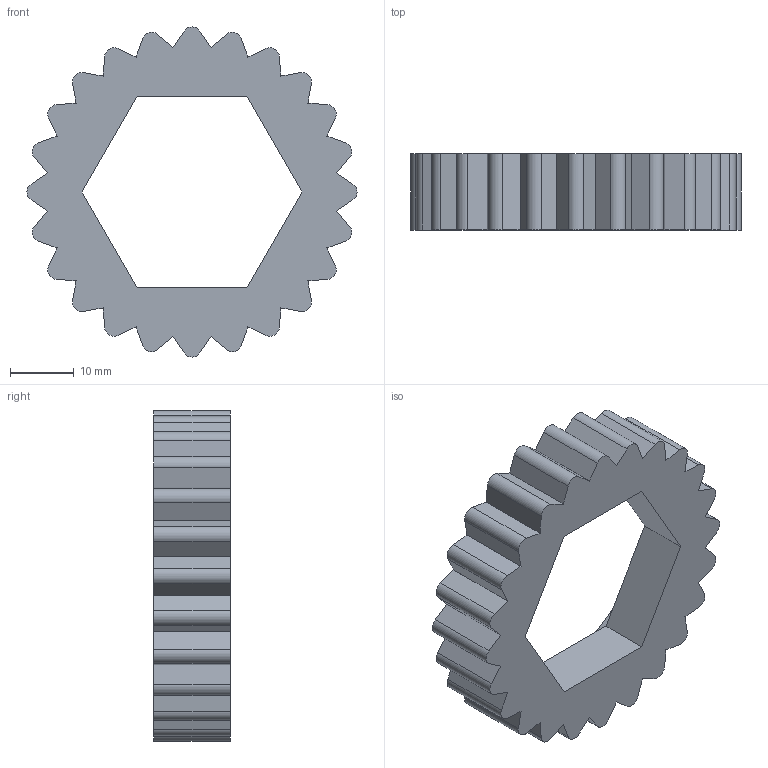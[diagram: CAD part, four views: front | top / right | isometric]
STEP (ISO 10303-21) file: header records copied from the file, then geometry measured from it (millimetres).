
FILE_DESCRIPTION (( 'STEP AP203' ), '1' );
FILE_NAME ('KC-339-G-1.STEP', '2009-09-28T07:44:20', ( ' ' ), ( ' ' ), 'SwSTEP 2.0', 'SolidWorks 2007', '' );
FILE_SCHEMA (( 'CONFIG_CONTROL_DESIGN' ));
Length unit declared in the file: millimetre
Products named in the file (1): KC-339-G-1
Bounding box: 52 x 12 x 52 mm (x, y, z)
Volume: 10995 mm3; surface area: 6298.1 mm2
Topology: 1 solids, 1 shells, 114 faces, 333 edges, 222 vertices
Faces by surface type: cylinder 57, plane 57
Entity records: 3892 total; most frequent: DIRECTION 677, CARTESIAN_POINT 670, ORIENTED_EDGE 666, EDGE_CURVE 333, AXIS2_PLACEMENT_3D 229, VERTEX_POINT 222, VECTOR 219, LINE 219
